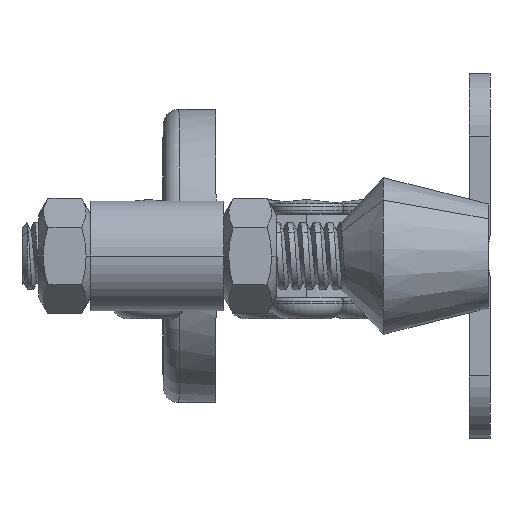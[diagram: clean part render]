
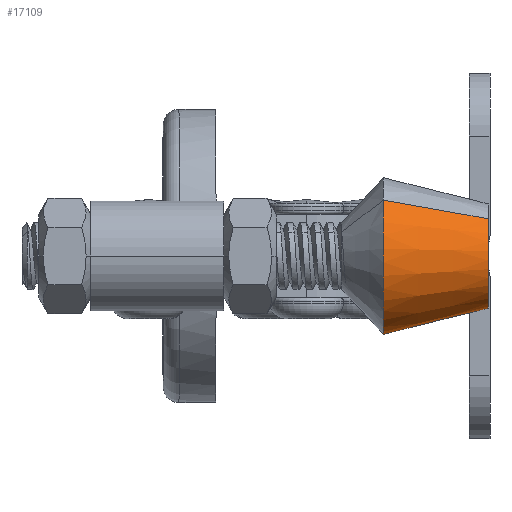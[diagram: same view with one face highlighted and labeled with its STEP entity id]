
A CAD part, left-side view. The second image highlights one B-rep face of the part: STEP entity #17109.
In plain terms, the highlighted conical face has half-angle 14.036 degrees and reference radius 7.5 mm.
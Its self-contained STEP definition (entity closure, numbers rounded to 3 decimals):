
#190 = DIRECTION ( 'NONE',  ( 1., 0., 0. ) ) ;
#371 = DIRECTION ( 'NONE',  ( 0., 0., 1. ) ) ;
#450 = CARTESIAN_POINT ( 'NONE',  ( 0., 0., -5.5 ) ) ;
#2010 = CARTESIAN_POINT ( 'NONE',  ( 7.5, 0., 4.5 ) ) ;
#3197 = VERTEX_POINT ( 'NONE', #2010 ) ;
#4339 = CARTESIAN_POINT ( 'NONE',  ( 5., 0., -5.5 ) ) ;
#5289 = LINE ( 'NONE', #19806, #19437 ) ;
#5368 = DIRECTION ( 'NONE',  ( 0.243, 0., 0.97 ) ) ;
#5518 = ORIENTED_EDGE ( 'NONE', *, *, #24981, .F. ) ;
#6582 = CIRCLE ( 'NONE', #11083, 5. ) ;
#7509 = CARTESIAN_POINT ( 'NONE',  ( 7.5, 0., 4.5 ) ) ;
#7538 = DIRECTION ( 'NONE',  ( 0., 0., 1. ) ) ;
#7608 = CARTESIAN_POINT ( 'NONE',  ( 0., 0., 4.5 ) ) ;
#7638 = DIRECTION ( 'NONE',  ( 1., 0., 0. ) ) ;
#9923 = EDGE_LOOP ( 'NONE', ( #14470, #17007, #14158, #5518 ) ) ;
#10234 = VERTEX_POINT ( 'NONE', #11357 ) ;
#10998 = AXIS2_PLACEMENT_3D ( 'NONE', #12038, #12030, #11974 ) ;
#11083 = AXIS2_PLACEMENT_3D ( 'NONE', #450, #371, #190 ) ;
#11357 = CARTESIAN_POINT ( 'NONE',  ( -7.5, 0., 4.5 ) ) ;
#11951 = CONICAL_SURFACE ( 'NONE', #15886, 7.5, 0.245 ) ;
#11974 = DIRECTION ( 'NONE',  ( 1., 0., 0. ) ) ;
#12030 = DIRECTION ( 'NONE',  ( 0., 0., 1. ) ) ;
#12038 = CARTESIAN_POINT ( 'NONE',  ( 0., 0., 4.5 ) ) ;
#12611 = FACE_OUTER_BOUND ( 'NONE', #9923, .T. ) ;
#14158 = ORIENTED_EDGE ( 'NONE', *, *, #22405, .F. ) ;
#14470 = ORIENTED_EDGE ( 'NONE', *, *, #15557, .T. ) ;
#15557 = EDGE_CURVE ( 'NONE', #17400, #18416, #6582, .T. ) ;
#15886 = AXIS2_PLACEMENT_3D ( 'NONE', #7608, #7538, #7638 ) ;
#16550 = VECTOR ( 'NONE', #5368, 1000. ) ;
#17007 = ORIENTED_EDGE ( 'NONE', *, *, #18387, .T. ) ;
#17109 = ADVANCED_FACE ( 'NONE', ( #12611 ), #11951, .T. ) ;
#17400 = VERTEX_POINT ( 'NONE', #4339 ) ;
#18387 = EDGE_CURVE ( 'NONE', #18416, #10234, #5289, .T. ) ;
#18416 = VERTEX_POINT ( 'NONE', #19470 ) ;
#19437 = VECTOR ( 'NONE', #20587, 1000. ) ;
#19470 = CARTESIAN_POINT ( 'NONE',  ( -5., 0., -5.5 ) ) ;
#19806 = CARTESIAN_POINT ( 'NONE',  ( -7.5, 0., 4.5 ) ) ;
#20587 = DIRECTION ( 'NONE',  ( -0.243, 0., 0.97 ) ) ;
#20815 = CIRCLE ( 'NONE', #10998, 7.5 ) ;
#21651 = LINE ( 'NONE', #7509, #16550 ) ;
#22405 = EDGE_CURVE ( 'NONE', #3197, #10234, #20815, .T. ) ;
#24981 = EDGE_CURVE ( 'NONE', #17400, #3197, #21651, .T. ) ;
